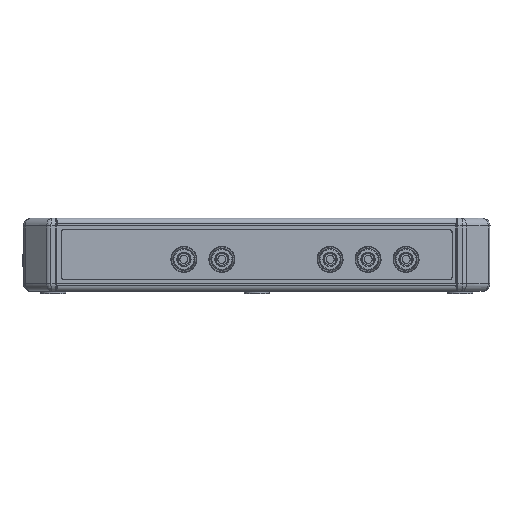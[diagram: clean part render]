
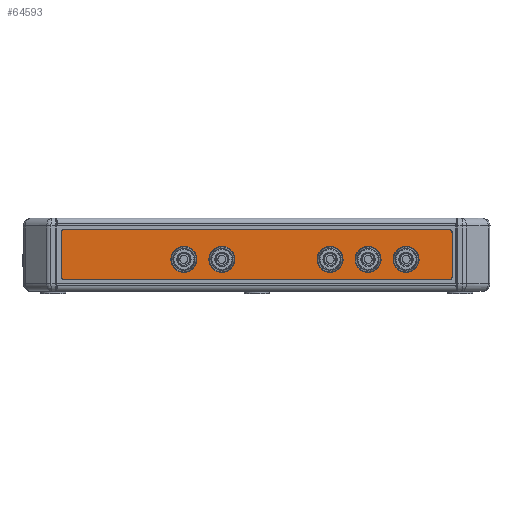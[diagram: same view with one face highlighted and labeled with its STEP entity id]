
A CAD part, front view. The second image highlights one B-rep face of the part: STEP entity #64593.
In plain terms, the highlighted planar face has unit normal (0, -1, 0).
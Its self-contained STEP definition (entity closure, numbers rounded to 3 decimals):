
#7010=CIRCLE('',#67908,6.5);
#7131=CIRCLE('',#68190,6.5);
#7252=CIRCLE('',#68472,6.5);
#7373=CIRCLE('',#68754,6.5);
#7494=CIRCLE('',#69036,6.5);
#7495=CIRCLE('',#69039,1.394);
#7496=CIRCLE('',#69040,1.394);
#7497=CIRCLE('',#69041,1.394);
#7498=CIRCLE('',#69042,1.394);
#10908=VERTEX_POINT('',#128798);
#11390=VERTEX_POINT('',#160164);
#11872=VERTEX_POINT('',#191530);
#12354=VERTEX_POINT('',#222896);
#12836=VERTEX_POINT('',#254262);
#12841=VERTEX_POINT('',#254274);
#12842=VERTEX_POINT('',#254275);
#12843=VERTEX_POINT('',#254277);
#12844=VERTEX_POINT('',#254279);
#12845=VERTEX_POINT('',#254281);
#12846=VERTEX_POINT('',#254283);
#12847=VERTEX_POINT('',#254285);
#12848=VERTEX_POINT('',#254287);
#17016=VECTOR('',#77645,1.);
#17017=VECTOR('',#77648,1.);
#17018=VECTOR('',#77651,1.);
#17019=VECTOR('',#77654,1.);
#20082=LINE('',#254273,#17016);
#20083=LINE('',#254278,#17017);
#20084=LINE('',#254282,#17018);
#20085=LINE('',#254286,#17019);
#24134=EDGE_CURVE('',#10908,#10908,#7010,.T.);
#24814=EDGE_CURVE('',#11390,#11390,#7131,.T.);
#25494=EDGE_CURVE('',#11872,#11872,#7252,.T.);
#26174=EDGE_CURVE('',#12354,#12354,#7373,.T.);
#26854=EDGE_CURVE('',#12836,#12836,#7494,.T.);
#26860=EDGE_CURVE('',#12841,#12842,#20082,.T.);
#26861=EDGE_CURVE('',#12843,#12841,#7495,.T.);
#26862=EDGE_CURVE('',#12844,#12843,#20083,.T.);
#26863=EDGE_CURVE('',#12845,#12844,#7496,.T.);
#26864=EDGE_CURVE('',#12846,#12845,#20084,.T.);
#26865=EDGE_CURVE('',#12847,#12846,#7497,.T.);
#26866=EDGE_CURVE('',#12848,#12847,#20085,.T.);
#26867=EDGE_CURVE('',#12842,#12848,#7498,.T.);
#41063=ORIENTED_EDGE('',*,*,#24134,.T.);
#41064=ORIENTED_EDGE('',*,*,#24814,.T.);
#41065=ORIENTED_EDGE('',*,*,#25494,.T.);
#41066=ORIENTED_EDGE('',*,*,#26174,.T.);
#41067=ORIENTED_EDGE('',*,*,#26854,.T.);
#41068=ORIENTED_EDGE('',*,*,#26860,.F.);
#41069=ORIENTED_EDGE('',*,*,#26861,.F.);
#41070=ORIENTED_EDGE('',*,*,#26862,.F.);
#41071=ORIENTED_EDGE('',*,*,#26863,.F.);
#41072=ORIENTED_EDGE('',*,*,#26864,.F.);
#41073=ORIENTED_EDGE('',*,*,#26865,.F.);
#41074=ORIENTED_EDGE('',*,*,#26866,.F.);
#41075=ORIENTED_EDGE('',*,*,#26867,.F.);
#55410=EDGE_LOOP('',(#41063));
#55411=EDGE_LOOP('',(#41064));
#55412=EDGE_LOOP('',(#41065));
#55413=EDGE_LOOP('',(#41066));
#55414=EDGE_LOOP('',(#41067));
#55415=EDGE_LOOP('',(#41068,#41069,#41070,#41071,#41072,#41073,#41074,#41075));
#60076=FACE_BOUND('',#55410,.T.);
#60077=FACE_BOUND('',#55411,.T.);
#60078=FACE_BOUND('',#55412,.T.);
#60079=FACE_BOUND('',#55413,.T.);
#60080=FACE_BOUND('',#55414,.T.);
#60081=FACE_BOUND('',#55415,.T.);
#64593=ADVANCED_FACE('',(#60076,#60077,#60078,#60079,#60080,#60081),#300627,
 .T.);
#67908=AXIS2_PLACEMENT_3D('',#128797,#75661,#75662);
#68190=AXIS2_PLACEMENT_3D('',#160163,#76155,#76156);
#68472=AXIS2_PLACEMENT_3D('',#191529,#76649,#76650);
#68754=AXIS2_PLACEMENT_3D('',#222895,#77143,#77144);
#69036=AXIS2_PLACEMENT_3D('',#254261,#77637,#77638);
#69038=AXIS2_PLACEMENT_3D('',#254272,#77644,$);
#69039=AXIS2_PLACEMENT_3D('',#254276,#77646,#77647);
#69040=AXIS2_PLACEMENT_3D('',#254280,#77649,#77650);
#69041=AXIS2_PLACEMENT_3D('',#254284,#77652,#77653);
#69042=AXIS2_PLACEMENT_3D('',#254288,#77655,#77656);
#75661=DIRECTION('',(0.,1.,0.));
#75662=DIRECTION('',(6.5,0.,0.));
#76155=DIRECTION('',(0.,1.,0.));
#76156=DIRECTION('',(6.5,0.,0.));
#76649=DIRECTION('',(0.,1.,0.));
#76650=DIRECTION('',(6.5,0.,0.));
#77143=DIRECTION('',(0.,1.,0.));
#77144=DIRECTION('',(6.5,0.,0.));
#77637=DIRECTION('',(0.,1.,0.));
#77638=DIRECTION('',(6.5,0.,0.));
#77644=DIRECTION('',(0.,-1.,0.));
#77645=DIRECTION('',(1.,0.,0.));
#77646=DIRECTION('',(0.,1.,0.));
#77647=DIRECTION('',(1.394,0.,0.));
#77648=DIRECTION('',(0.,0.,1.));
#77649=DIRECTION('',(0.,1.,0.));
#77650=DIRECTION('',(1.394,0.,0.));
#77651=DIRECTION('',(-1.,0.,0.));
#77652=DIRECTION('',(0.,1.,0.));
#77653=DIRECTION('',(1.394,0.,0.));
#77654=DIRECTION('',(0.,0.,-1.));
#77655=DIRECTION('',(0.,1.,0.));
#77656=DIRECTION('',(1.394,0.,0.));
#128797=CARTESIAN_POINT('',(-17.5,-96.,16.106));
#128798=CARTESIAN_POINT('',(-23.126,-96.,19.362));
#160163=CARTESIAN_POINT('',(55.87,-96.,16.106));
#160164=CARTESIAN_POINT('',(50.244,-96.,19.362));
#191529=CARTESIAN_POINT('',(74.92,-96.,16.106));
#191530=CARTESIAN_POINT('',(69.294,-96.,19.362));
#222895=CARTESIAN_POINT('',(36.82,-96.,16.106));
#222896=CARTESIAN_POINT('',(31.194,-96.,19.362));
#254261=CARTESIAN_POINT('',(-36.55,-96.,16.106));
#254262=CARTESIAN_POINT('',(-42.176,-96.,19.362));
#254272=CARTESIAN_POINT('',(0.,-96.,18.425));
#254273=CARTESIAN_POINT('',(96.569,-96.,30.944));
#254274=CARTESIAN_POINT('',(-96.569,-96.,30.944));
#254275=CARTESIAN_POINT('',(96.569,-96.,30.944));
#254276=CARTESIAN_POINT('',(-96.569,-96.,29.55));
#254277=CARTESIAN_POINT('',(-97.962,-96.,29.55));
#254278=CARTESIAN_POINT('',(-97.962,-96.,29.55));
#254279=CARTESIAN_POINT('',(-97.962,-96.,7.3));
#254280=CARTESIAN_POINT('',(-96.569,-96.,7.3));
#254281=CARTESIAN_POINT('',(-96.569,-96.,5.906));
#254282=CARTESIAN_POINT('',(-96.569,-96.,5.906));
#254283=CARTESIAN_POINT('',(96.569,-96.,5.906));
#254284=CARTESIAN_POINT('',(96.569,-96.,7.3));
#254285=CARTESIAN_POINT('',(97.962,-96.,7.3));
#254286=CARTESIAN_POINT('',(97.962,-96.,7.3));
#254287=CARTESIAN_POINT('',(97.962,-96.,29.55));
#254288=CARTESIAN_POINT('',(96.569,-96.,29.55));
#300627=PLANE('',#69038);
